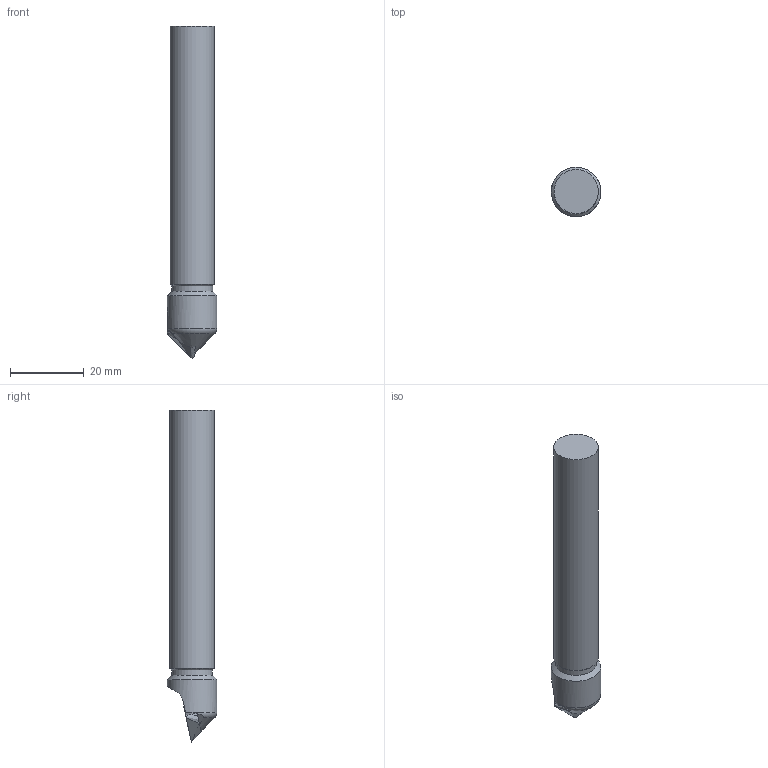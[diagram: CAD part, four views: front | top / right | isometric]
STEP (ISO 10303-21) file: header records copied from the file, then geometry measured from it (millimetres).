
FILE_DESCRIPTION((''),'1');
FILE_NAME('ST12-CN0213-45-90.stp','2022-10-26T03:37:51',(''),(''),'Spatial Interop R21 SP3','Kubotek KeyCreator 2011 V10.0.2 (22737)',' ');
FILE_SCHEMA(('automotive_design'));
Length unit declared in the file: millimetre
Products named in the file (2): 241[3]; 240[2]
Bounding box: 13.45 x 13.39 x 90 mm (x, y, z)
Volume: 9540.6 mm3; surface area: 3642.5 mm2
Topology: 2 solids, 2 shells, 31 faces, 83 edges, 56 vertices
Faces by surface type: plane 19, cylinder 5, bspline 3, cone 3, torus 1
Full cylindrical faces by diameter (mm): 11.1 x1, 12 x1, 13.4 x1
Entity records: 1956 total; most frequent: CARTESIAN_POINT 453, ORIENTED_EDGE 152, PRESENTATION_STYLE_ASSIGNMENT 142, COLOUR_RGB 142, DIRECTION 124, STYLED_ITEM 109, CURVE_STYLE 109, DRAUGHTING_PRE_DEFINED_CURVE_FONT 109
